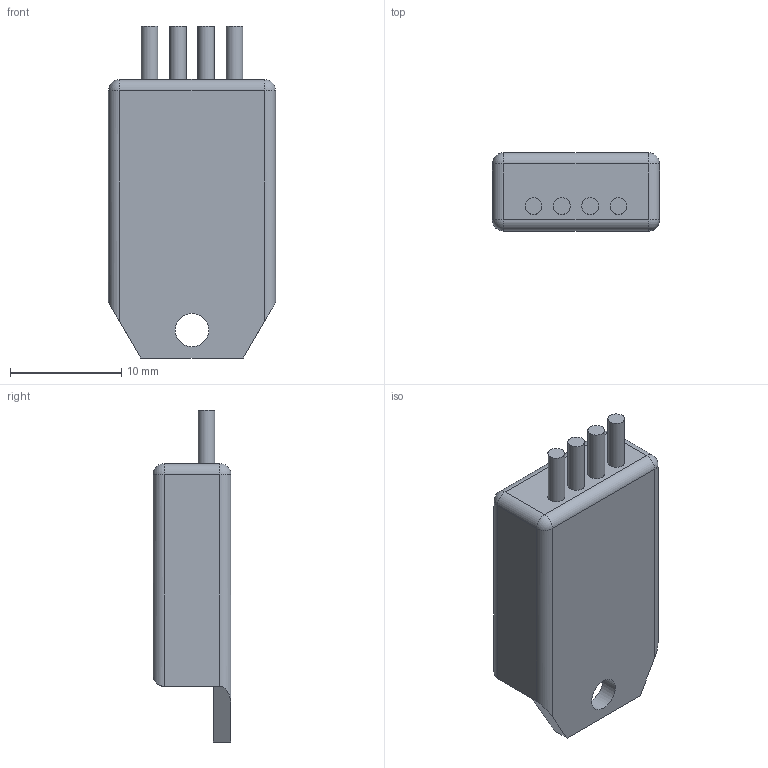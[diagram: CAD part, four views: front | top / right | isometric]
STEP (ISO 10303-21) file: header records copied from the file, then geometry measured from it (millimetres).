
FILE_DESCRIPTION (( 'STEP AP214' ), '1' );
FILE_NAME ('DHT-22.STEP', '2022-08-26T11:12:25', ( '' ), ( '' ), 'SwSTEP 2.0', 'SolidWorks 2020', '' );
FILE_SCHEMA (( 'AUTOMOTIVE_DESIGN' ));
Length unit declared in the file: millimetre
Products named in the file (1): DHT-22
Bounding box: 15 x 7 x 29.8 mm (x, y, z)
Volume: 2190.4 mm3; surface area: 1250.7 mm2
Topology: 1 solids, 1 shells, 32 faces, 70 edges, 40 vertices
Faces by surface type: plane 14, cylinder 14, sphere 4
Full cylindrical faces by diameter (mm): 1.5 x4, 3 x1
Entity records: 1077 total; most frequent: DIRECTION 141, CARTESIAN_POINT 138, ORIENTED_EDGE 114, EDGE_CURVE 57, AXIS2_PLACEMENT_3D 55, EDGE_LOOP 43, FACE_OUTER_BOUND 37, VERTEX_POINT 36
